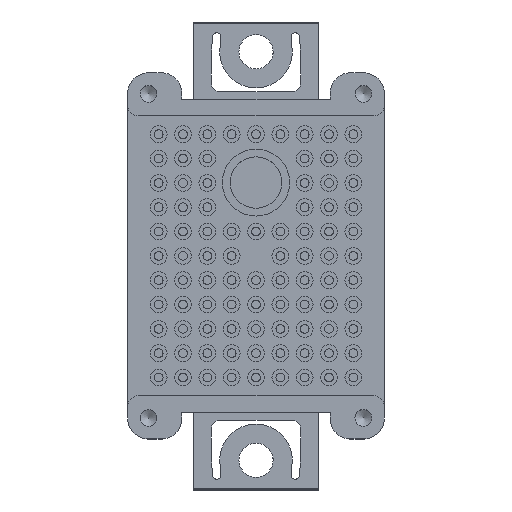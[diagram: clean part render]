
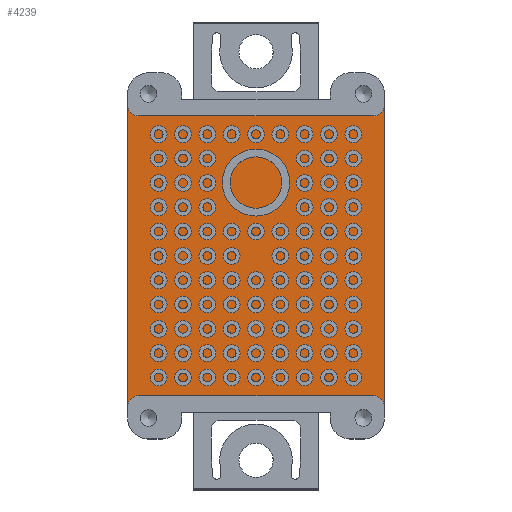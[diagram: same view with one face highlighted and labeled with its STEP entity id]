
A CAD part, top view. The second image highlights one B-rep face of the part: STEP entity #4239.
In plain terms, the highlighted planar face has unit normal (0, 0, 1).
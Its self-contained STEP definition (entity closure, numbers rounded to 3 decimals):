
#4163=FACE_OUTER_BOUND('',#5995,.T.);
#4239=ADVANCED_FACE('',(#4163),#4677,.F.);
#4677=PLANE('',#9540);
#4923=LINE('',#12380,#5079);
#4942=LINE('',#12425,#5098);
#4948=LINE('',#12439,#5104);
#4951=LINE('',#12449,#5107);
#5079=VECTOR('',#10456,1.);
#5098=VECTOR('',#10503,1.);
#5104=VECTOR('',#10517,1.);
#5107=VECTOR('',#10530,1.);
#5995=EDGE_LOOP('',(#6954,#6955,#6956,#6957,#6958,#6959,#6960,#6961));
#6954=ORIENTED_EDGE('',*,*,#8544,.T.);
#6955=ORIENTED_EDGE('',*,*,#8549,.F.);
#6956=ORIENTED_EDGE('',*,*,#8551,.F.);
#6957=ORIENTED_EDGE('',*,*,#8552,.F.);
#6958=ORIENTED_EDGE('',*,*,#8521,.T.);
#6959=ORIENTED_EDGE('',*,*,#8554,.F.);
#6960=ORIENTED_EDGE('',*,*,#8556,.F.);
#6961=ORIENTED_EDGE('',*,*,#8557,.F.);
#7992=VERTEX_POINT('',#12381);
#7993=VERTEX_POINT('',#12382);
#8004=VERTEX_POINT('',#12426);
#8005=VERTEX_POINT('',#12427);
#8006=VERTEX_POINT('',#12434);
#8007=VERTEX_POINT('',#12438);
#8008=VERTEX_POINT('',#12444);
#8009=VERTEX_POINT('',#12448);
#8521=EDGE_CURVE('',#7992,#7993,#4923,.T.);
#8544=EDGE_CURVE('',#8004,#8005,#4942,.T.);
#8549=EDGE_CURVE('',#8006,#8005,#9078,.T.);
#8551=EDGE_CURVE('',#8007,#8006,#4948,.T.);
#8552=EDGE_CURVE('',#7992,#8007,#9079,.T.);
#8554=EDGE_CURVE('',#8008,#7993,#9080,.T.);
#8556=EDGE_CURVE('',#8009,#8008,#4951,.T.);
#8557=EDGE_CURVE('',#8004,#8009,#9081,.T.);
#9078=CIRCLE('',#9530,1.452);
#9079=CIRCLE('',#9533,1.452);
#9080=CIRCLE('',#9535,1.452);
#9081=CIRCLE('',#9538,1.452);
#9530=AXIS2_PLACEMENT_3D('',#12435,#10512,#10513);
#9533=AXIS2_PLACEMENT_3D('',#12441,#10520,#10521);
#9535=AXIS2_PLACEMENT_3D('',#12445,#10525,#10526);
#9538=AXIS2_PLACEMENT_3D('',#12451,#10533,#10534);
#9540=AXIS2_PLACEMENT_3D('',#12453,#10537,#10538);
#10456=DIRECTION('',(0.,1.,0.));
#10503=DIRECTION('',(0.,-1.,0.));
#10512=DIRECTION('',(0.,0.,1.));
#10513=DIRECTION('',(1.,0.,0.));
#10517=DIRECTION('',(-1.,0.,0.));
#10520=DIRECTION('',(0.,0.,1.));
#10521=DIRECTION('',(-1.,0.,0.));
#10525=DIRECTION('',(0.,0.,1.));
#10526=DIRECTION('',(-1.,0.,0.));
#10530=DIRECTION('',(1.,0.,0.));
#10533=DIRECTION('',(0.,0.,1.));
#10534=DIRECTION('',(1.,0.,0.));
#10537=DIRECTION('',(0.,0.,-1.));
#10538=DIRECTION('',(-1.,0.,0.));
#12380=CARTESIAN_POINT('',(16.9,-19.852,10.5));
#12381=CARTESIAN_POINT('',(16.9,-19.852,10.5));
#12382=CARTESIAN_POINT('',(16.9,19.852,10.5));
#12425=CARTESIAN_POINT('',(-16.9,18.4,10.5));
#12426=CARTESIAN_POINT('',(-16.9,19.852,10.5));
#12427=CARTESIAN_POINT('',(-16.9,-19.852,10.5));
#12434=CARTESIAN_POINT('',(-15.448,-18.4,10.5));
#12435=CARTESIAN_POINT('',(-15.448,-19.852,10.5));
#12438=CARTESIAN_POINT('',(15.448,-18.4,10.5));
#12439=CARTESIAN_POINT('',(-15.448,-18.4,10.5));
#12441=CARTESIAN_POINT('',(15.448,-19.852,10.5));
#12444=CARTESIAN_POINT('',(15.448,18.4,10.5));
#12445=CARTESIAN_POINT('',(15.448,19.852,10.5));
#12448=CARTESIAN_POINT('',(-15.448,18.4,10.5));
#12449=CARTESIAN_POINT('',(15.448,18.4,10.5));
#12451=CARTESIAN_POINT('',(-15.448,19.852,10.5));
#12453=CARTESIAN_POINT('',(-15.448,-19.852,10.5));
